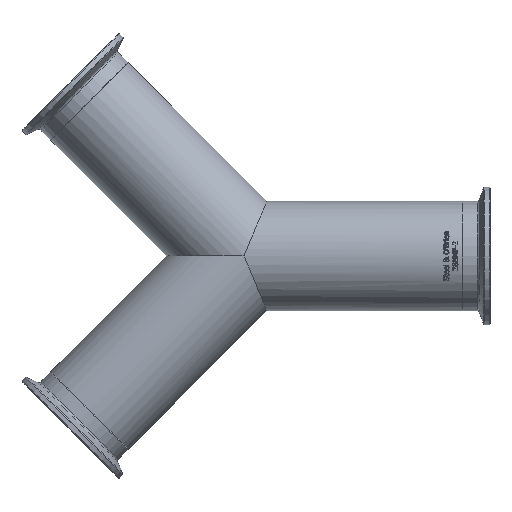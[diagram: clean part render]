
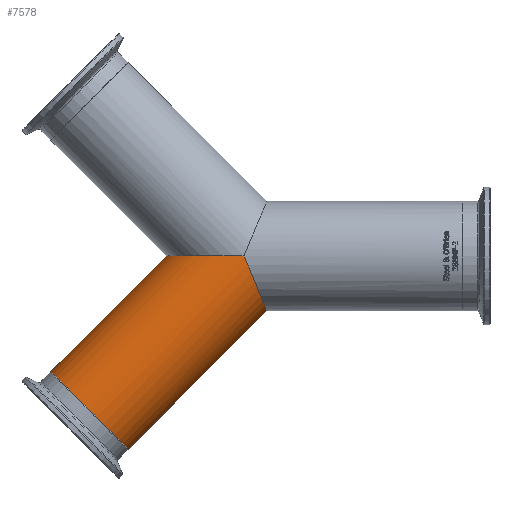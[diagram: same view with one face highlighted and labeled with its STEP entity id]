
A CAD part, top view. The second image highlights one B-rep face of the part: STEP entity #7578.
In plain terms, the highlighted cylindrical face has radius 25.4 mm (diameter 50.8 mm), a full revolution.
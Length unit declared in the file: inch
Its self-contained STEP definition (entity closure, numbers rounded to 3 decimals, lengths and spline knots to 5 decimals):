
#73=ELLIPSE('',#8145,1.41421,1.);
#74=ELLIPSE('',#8146,1.08231,1.);
#853=FACE_OUTER_BOUND('',#1308,.T.);
#1308=EDGE_LOOP('',(#7013,#7014,#7015,#7016,#7017));
#1975=CIRCLE('',#8136,1.);
#2422=LINE('',#17199,#2869);
#2869=VECTOR('',#9681,1.);
#3498=VERTEX_POINT('',#16801);
#3499=VERTEX_POINT('',#16803);
#3637=VERTEX_POINT('',#17185);
#4762=EDGE_CURVE('',#3637,#3637,#1975,.T.);
#4768=EDGE_CURVE('',#3637,#3498,#2422,.T.);
#4769=EDGE_CURVE('',#3499,#3498,#73,.T.);
#4770=EDGE_CURVE('',#3498,#3499,#74,.T.);
#7013=ORIENTED_EDGE('',*,*,#4762,.T.);
#7014=ORIENTED_EDGE('',*,*,#4768,.T.);
#7015=ORIENTED_EDGE('',*,*,#4769,.F.);
#7016=ORIENTED_EDGE('',*,*,#4770,.F.);
#7017=ORIENTED_EDGE('',*,*,#4768,.F.);
#7102=CYLINDRICAL_SURFACE('',#8144,1.);
#7578=ADVANCED_FACE('',(#853),#7102,.T.);
#8136=AXIS2_PLACEMENT_3D('',#17186,#9662,#9663);
#8144=AXIS2_PLACEMENT_3D('',#17198,#9679,#9680);
#8145=AXIS2_PLACEMENT_3D('',#17200,#9682,#9683);
#8146=AXIS2_PLACEMENT_3D('',#17201,#9684,#9685);
#9662=DIRECTION('center_axis',(0.707,0.707,0.));
#9663=DIRECTION('ref_axis',(0.,0.,
-1.));
#9679=DIRECTION('center_axis',(-0.707,-0.707,0.));
#9680=DIRECTION('ref_axis',(0.,0.,
-1.));
#9681=DIRECTION('',(0.707,0.707,0.));
#9682=DIRECTION('center_axis',(0.,1.,0.));
#9683=DIRECTION('ref_axis',(1.,0.,0.));
#9684=DIRECTION('center_axis',(0.924,0.383,0.));
#9685=DIRECTION('ref_axis',(0.383,-0.924,0.));
#16801=CARTESIAN_POINT('',(0.,0.,1.));
#16803=CARTESIAN_POINT('',(0.,0.,-1.));
#17185=CARTESIAN_POINT('',(-2.82894,-2.82791,1.));
#17186=CARTESIAN_POINT('Origin',(-2.82894,-2.82791,0.));
#17198=CARTESIAN_POINT('Origin',(0.,0.,
0.));
#17199=CARTESIAN_POINT('',(0.,0.,1.));
#17200=CARTESIAN_POINT('Origin',(0.,0.,
0.));
#17201=CARTESIAN_POINT('Origin',(0.,0.,
0.));
